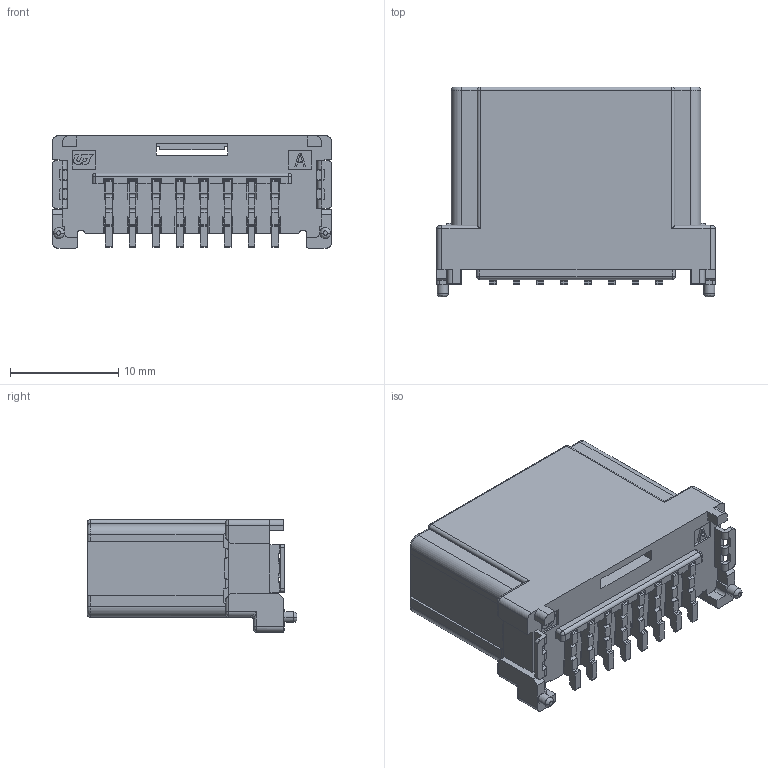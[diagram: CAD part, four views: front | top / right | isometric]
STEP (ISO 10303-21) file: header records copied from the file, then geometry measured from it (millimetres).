
FILE_DESCRIPTION((''),'2;1');
FILE_NAME('CUSTOMER_025_8M_ASSY_V_B','2017-02-17T',('parkkh'),(''),'CREO PARAMETRIC BY PTC INC, 2015290','CREO PARAMETRIC BY PTC INC, 2015290','');
FILE_SCHEMA(('CONFIG_CONTROL_DESIGN'));
Length unit declared in the file: millimetre
Products named in the file (1): CUSTOMER_025_8M_ASSY_V_B
Bounding box: 25.8 x 19.4 x 10.4 mm (x, y, z)
Volume: 1506.8 mm3; surface area: 3223 mm2
Topology: 1 solids, 1 shells, 1114 faces, 3133 edges, 1990 vertices
Faces by surface type: plane 804, cylinder 262, bspline 22, torus 12, sphere 10, cone 4
Entity records: 36683 total; most frequent: CARTESIAN_POINT 7805, ORIENTED_EDGE 6238, DIRECTION 5756, EDGE_CURVE 3119, VECTOR 2484, LINE 2484, VERTEX_POINT 1990, AXIS2_PLACEMENT_3D 1636
